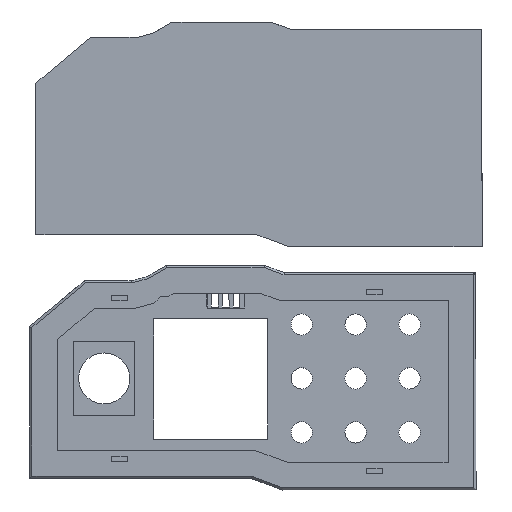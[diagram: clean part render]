
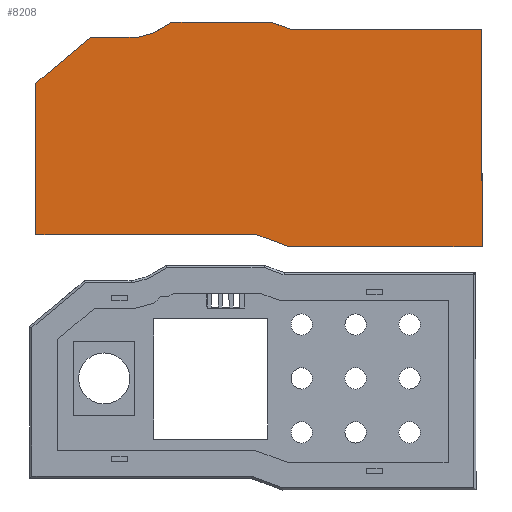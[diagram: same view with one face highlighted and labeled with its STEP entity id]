
A CAD part, front view. The second image highlights one B-rep face of the part: STEP entity #8208.
In plain terms, the highlighted planar face has unit normal (0, -1, 0).
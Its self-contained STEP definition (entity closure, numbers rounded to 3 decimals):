
#460=PLANE('',#8809);
#1085=FACE_OUTER_BOUND('',#1599,.T.);
#1599=EDGE_LOOP('',(#7482,#7483,#7484,#7485,#7486,#7487,#7488,#7489,#7490,
#7491,#7492,#7493));
#2456=LINE('',#15230,#3392);
#2460=LINE('',#15237,#3396);
#2464=LINE('',#15245,#3400);
#2465=LINE('',#15248,#3401);
#2466=LINE('',#15250,#3402);
#2467=LINE('',#15252,#3403);
#2468=LINE('',#15254,#3404);
#2469=LINE('',#15256,#3405);
#2470=LINE('',#15258,#3406);
#2471=LINE('',#15260,#3407);
#2472=LINE('',#15262,#3408);
#2473=LINE('',#15263,#3409);
#3392=VECTOR('',#10747,10.);
#3396=VECTOR('',#10753,10.);
#3400=VECTOR('',#10759,10.);
#3401=VECTOR('',#10762,10.);
#3402=VECTOR('',#10763,10.);
#3403=VECTOR('',#10764,10.);
#3404=VECTOR('',#10765,10.);
#3405=VECTOR('',#10766,10.);
#3406=VECTOR('',#10767,10.);
#3407=VECTOR('',#10768,10.);
#3408=VECTOR('',#10769,10.);
#3409=VECTOR('',#10770,10.);
#4229=VERTEX_POINT('',#15227);
#4230=VERTEX_POINT('',#15229);
#4232=VERTEX_POINT('',#15235);
#4235=VERTEX_POINT('',#15243);
#4236=VERTEX_POINT('',#15247);
#4237=VERTEX_POINT('',#15249);
#4238=VERTEX_POINT('',#15251);
#4239=VERTEX_POINT('',#15253);
#4240=VERTEX_POINT('',#15255);
#4241=VERTEX_POINT('',#15257);
#4242=VERTEX_POINT('',#15259);
#4243=VERTEX_POINT('',#15261);
#5329=EDGE_CURVE('',#4230,#4229,#2456,.T.);
#5333=EDGE_CURVE('',#4229,#4232,#2460,.T.);
#5337=EDGE_CURVE('',#4232,#4235,#2464,.T.);
#5338=EDGE_CURVE('',#4235,#4236,#2465,.T.);
#5339=EDGE_CURVE('',#4236,#4237,#2466,.T.);
#5340=EDGE_CURVE('',#4237,#4238,#2467,.T.);
#5341=EDGE_CURVE('',#4238,#4239,#2468,.T.);
#5342=EDGE_CURVE('',#4239,#4240,#2469,.T.);
#5343=EDGE_CURVE('',#4240,#4241,#2470,.T.);
#5344=EDGE_CURVE('',#4241,#4242,#2471,.T.);
#5345=EDGE_CURVE('',#4242,#4243,#2472,.T.);
#5346=EDGE_CURVE('',#4243,#4230,#2473,.T.);
#7482=ORIENTED_EDGE('',*,*,#5329,.T.);
#7483=ORIENTED_EDGE('',*,*,#5333,.T.);
#7484=ORIENTED_EDGE('',*,*,#5337,.T.);
#7485=ORIENTED_EDGE('',*,*,#5338,.T.);
#7486=ORIENTED_EDGE('',*,*,#5339,.T.);
#7487=ORIENTED_EDGE('',*,*,#5340,.T.);
#7488=ORIENTED_EDGE('',*,*,#5341,.T.);
#7489=ORIENTED_EDGE('',*,*,#5342,.T.);
#7490=ORIENTED_EDGE('',*,*,#5343,.T.);
#7491=ORIENTED_EDGE('',*,*,#5344,.T.);
#7492=ORIENTED_EDGE('',*,*,#5345,.T.);
#7493=ORIENTED_EDGE('',*,*,#5346,.T.);
#8208=ADVANCED_FACE('',(#1085),#460,.T.);
#8809=AXIS2_PLACEMENT_3D('',#15246,#10760,#10761);
#10747=DIRECTION('',(-0.94,0.,0.342));
#10753=DIRECTION('',(-1.,0.,-0.004));
#10759=DIRECTION('',(-0.866,0.,-0.5));
#10760=DIRECTION('center_axis',(0.,-1.,
0.));
#10761=DIRECTION('ref_axis',(0.,0.,
-1.));
#10762=DIRECTION('',(-0.966,0.,-0.259));
#10763=DIRECTION('',(-1.,0.,0.));
#10764=DIRECTION('',(-0.766,0.,-0.643));
#10765=DIRECTION('',(0.,0.,-1.));
#10766=DIRECTION('',(1.,0.,0.));
#10767=DIRECTION('',(0.937,0.,-0.35));
#10768=DIRECTION('',(1.,0.,0.));
#10769=DIRECTION('',(-0.002,0.,1.));
#10770=DIRECTION('',(-1.,0.,0.));
#15227=CARTESIAN_POINT('',(-1.356,-14.733,33.503));
#15229=CARTESIAN_POINT('',(3.342,-14.735,31.793));
#15230=CARTESIAN_POINT('',(4.043,-14.735,31.538));
#15235=CARTESIAN_POINT('',(-24.56,-14.726,33.415));
#15237=CARTESIAN_POINT('',(-2.76,-14.733,33.498));
#15243=CARTESIAN_POINT('',(-28.89,-14.725,30.915));
#15245=CARTESIAN_POINT('',(-22.575,-14.727,34.561));
#15246=CARTESIAN_POINT('Origin',(-4.064,-14.732,7.084));
#15247=CARTESIAN_POINT('',(-32.754,-14.724,29.88));
#15248=CARTESIAN_POINT('',(-20.287,-14.728,33.22));
#15249=CARTESIAN_POINT('',(-43.754,-14.721,29.883));
#15250=CARTESIAN_POINT('',(-18.405,-14.728,29.876));
#15251=CARTESIAN_POINT('',(-56.56,-14.717,19.137));
#15252=CARTESIAN_POINT('',(-37.721,-14.723,34.945));
#15253=CARTESIAN_POINT('',(-56.56,-14.717,-16.571));
#15254=CARTESIAN_POINT('',(-56.56,-14.717,13.111));
#15255=CARTESIAN_POINT('',(-4.56,-14.732,-16.571));
#15256=CARTESIAN_POINT('',(-30.312,-14.725,-16.571));
#15257=CARTESIAN_POINT('',(2.833,-14.734,-19.335));
#15258=CARTESIAN_POINT('',(-8.222,-14.731,-15.202));
#15259=CARTESIAN_POINT('',(48.432,-14.748,-19.335));
#15260=CARTESIAN_POINT('',(-0.615,-14.733,-19.335));
#15261=CARTESIAN_POINT('',(48.342,-14.748,31.793));
#15262=CARTESIAN_POINT('',(48.409,-14.748,-6.079));
#15263=CARTESIAN_POINT('',(22.139,-14.74,31.793));
